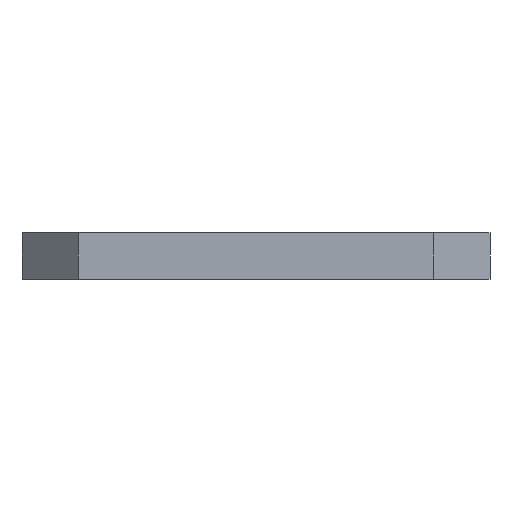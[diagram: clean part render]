
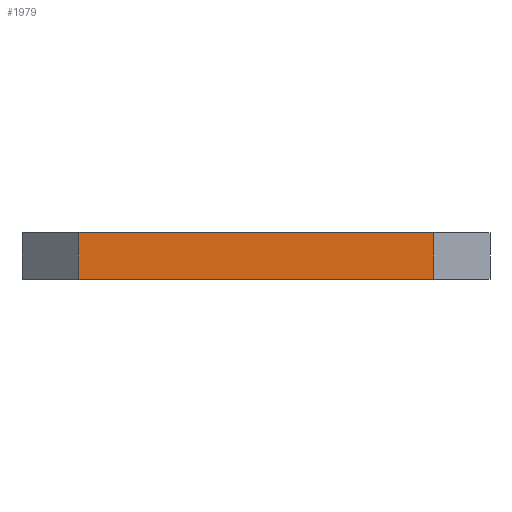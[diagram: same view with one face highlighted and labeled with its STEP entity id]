
A CAD part, left-side view. The second image highlights one B-rep face of the part: STEP entity #1979.
In plain terms, the highlighted planar face has unit normal (-1, 0, 0).
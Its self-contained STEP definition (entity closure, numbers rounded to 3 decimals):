
#1979=ADVANCED_FACE('',(#4212),#4213,.T.);
#4212=FACE_OUTER_BOUND('',#6566,.T.);
#4213=PLANE('',#6567);
#6566=EDGE_LOOP('',(#12165,#12166,#12167,#12168));
#6567=AXIS2_PLACEMENT_3D('',#12169,#12170,#12171);
#12165=ORIENTED_EDGE('',*,*,#13744,.T.);
#12166=ORIENTED_EDGE('',*,*,#13764,.T.);
#12167=ORIENTED_EDGE('',*,*,#13757,.T.);
#12168=ORIENTED_EDGE('',*,*,#14669,.T.);
#12169=CARTESIAN_POINT('',(-315.0,-200.0,0.0));
#12170=DIRECTION('',(-1.0,0.0,0.0));
#12171=DIRECTION('',(0.0,0.0,1.0));
#13744=EDGE_CURVE('',#16991,#16995,#16997,.T.);
#13757=EDGE_CURVE('',#17020,#17017,#17021,.T.);
#13764=EDGE_CURVE('',#16995,#17020,#17029,.T.);
#14669=EDGE_CURVE('',#17017,#16991,#17934,.T.);
#16991=VERTEX_POINT('',#20770);
#16995=VERTEX_POINT('',#20776);
#16997=LINE('',#20779,#20780);
#17017=VERTEX_POINT('',#20808);
#17020=VERTEX_POINT('',#20812);
#17021=LINE('',#20813,#20814);
#17029=LINE('',#20827,#20828);
#17934=LINE('',#21734,#21735);
#20770=CARTESIAN_POINT('',(-315.0,-190.0,0.0));
#20776=CARTESIAN_POINT('',(-315.0,-190.0,50.0));
#20779=CARTESIAN_POINT('',(-315.0,-190.0,25.0));
#20780=VECTOR('',#23803,10.0);
#20808=CARTESIAN_POINT('',(-315.0,190.0,0.0));
#20812=CARTESIAN_POINT('',(-315.0,190.0,50.0));
#20813=CARTESIAN_POINT('',(-315.0,190.0,25.0));
#20814=VECTOR('',#23813,10.0);
#20827=CARTESIAN_POINT('',(-315.0,200.0,50.0));
#20828=VECTOR('',#23819,1.0);
#21734=CARTESIAN_POINT('',(-315.0,200.0,0.0));
#21735=VECTOR('',#25363,1.0);
#23803=DIRECTION('',(0.0,0.0,1.0));
#23813=DIRECTION('',(-0.0,-0.0,-1.0));
#23819=DIRECTION('',(0.0,1.0,0.0));
#25363=DIRECTION('',(0.0,-1.0,0.0));
